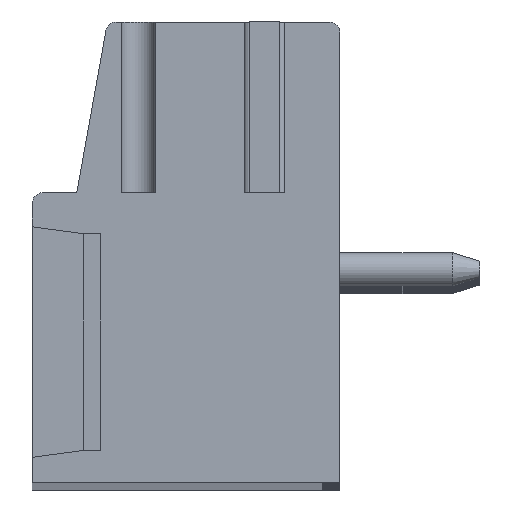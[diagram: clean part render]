
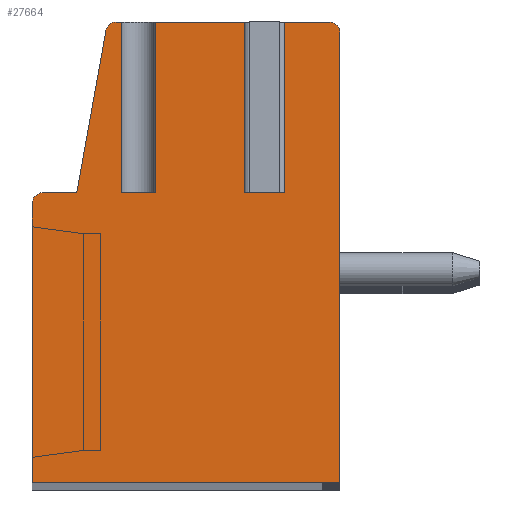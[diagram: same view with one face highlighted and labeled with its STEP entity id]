
A CAD part, top view. The second image highlights one B-rep face of the part: STEP entity #27664.
In plain terms, the highlighted planar face has unit normal (0, 0, 1).
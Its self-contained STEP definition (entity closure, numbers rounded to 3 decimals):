
#52=DIRECTION('',(1.,0.,0.));
#53=VECTOR('',#52,1.);
#54=CARTESIAN_POINT('',(-1.9,3.36,117.5));
#55=LINE('',#54,#53);
#56=DIRECTION('',(0.,1.,0.));
#57=VECTOR('',#56,5.);
#58=CARTESIAN_POINT('',(-0.9,3.36,117.5));
#59=LINE('',#58,#57);
#60=DIRECTION('',(-1.,0.,0.));
#61=VECTOR('',#60,2.8);
#62=CARTESIAN_POINT('',(1.9,8.36,117.5));
#63=LINE('',#62,#61);
#64=DIRECTION('',(0.,1.,0.));
#65=VECTOR('',#64,5.);
#66=CARTESIAN_POINT('',(1.9,3.36,117.5));
#67=LINE('',#66,#65);
#68=DIRECTION('',(1.,0.,0.));
#69=VECTOR('',#68,0.8);
#70=CARTESIAN_POINT('',(1.9,3.36,117.5));
#71=LINE('',#70,#69);
#72=DIRECTION('',(0.,1.,0.));
#73=VECTOR('',#72,5.);
#74=CARTESIAN_POINT('',(2.7,3.36,117.5));
#75=LINE('',#74,#73);
#76=DIRECTION('',(-1.,0.,0.));
#77=VECTOR('',#76,1.5);
#78=CARTESIAN_POINT('',(4.2,8.36,117.5));
#79=LINE('',#78,#77);
#80=CARTESIAN_POINT('',(4.2,8.06,117.5));
#81=DIRECTION('',(0.,0.,1.));
#82=DIRECTION('',(1.,0.,0.));
#83=AXIS2_PLACEMENT_3D('',#80,#81,#82);
#85=DIRECTION('',(0.,1.,0.));
#86=VECTOR('',#85,13.2);
#87=CARTESIAN_POINT('',(4.5,-5.14,117.5));
#88=LINE('',#87,#86);
#89=DIRECTION('',(1.,0.,0.));
#90=VECTOR('',#89,9.);
#91=CARTESIAN_POINT('',(-4.5,-5.14,117.5));
#92=LINE('',#91,#90);
#93=DIRECTION('',(0.,-1.,0.));
#94=VECTOR('',#93,8.2);
#95=CARTESIAN_POINT('',(-4.5,3.06,117.5));
#96=LINE('',#95,#94);
#97=CARTESIAN_POINT('',(-4.2,3.06,117.5));
#98=DIRECTION('',(0.,0.,1.));
#99=DIRECTION('',(0.,1.,0.));
#100=AXIS2_PLACEMENT_3D('',#97,#98,#99);
#102=DIRECTION('',(-1.,0.,0.));
#103=VECTOR('',#102,1.);
#104=CARTESIAN_POINT('',(-3.2,3.36,117.5));
#105=LINE('',#104,#103);
#106=DIRECTION('',(-0.177,-0.984,0.));
#107=VECTOR('',#106,4.829);
#108=CARTESIAN_POINT('',(-2.345,8.113,117.5));
#109=LINE('',#108,#107);
#110=CARTESIAN_POINT('',(-2.05,8.06,117.5));
#111=DIRECTION('',(0.,0.,1.));
#112=DIRECTION('',(0.,1.,0.));
#113=AXIS2_PLACEMENT_3D('',#110,#111,#112);
#115=DIRECTION('',(-1.,0.,0.));
#116=VECTOR('',#115,0.15);
#117=CARTESIAN_POINT('',(-1.9,8.36,117.5));
#118=LINE('',#117,#116);
#119=DIRECTION('',(0.,1.,0.));
#120=VECTOR('',#119,5.);
#121=CARTESIAN_POINT('',(-1.9,3.36,117.5));
#122=LINE('',#121,#120);
#21470=CARTESIAN_POINT('',(4.5,-5.14,117.5));
#21471=CARTESIAN_POINT('',(4.5,8.06,117.5));
#21472=VERTEX_POINT('',#21470);
#21473=VERTEX_POINT('',#21471);
#21474=CARTESIAN_POINT('',(4.2,8.36,117.5));
#21475=VERTEX_POINT('',#21474);
#21476=CARTESIAN_POINT('',(-2.05,8.36,117.5));
#21477=CARTESIAN_POINT('',(-2.345,8.113,117.5));
#21478=VERTEX_POINT('',#21476);
#21479=VERTEX_POINT('',#21477);
#21480=CARTESIAN_POINT('',(-3.2,3.36,117.5));
#21481=VERTEX_POINT('',#21480);
#21482=CARTESIAN_POINT('',(-4.2,3.36,117.5));
#21483=VERTEX_POINT('',#21482);
#21484=CARTESIAN_POINT('',(-4.5,3.06,117.5));
#21485=VERTEX_POINT('',#21484);
#21486=CARTESIAN_POINT('',(-4.5,-5.14,117.5));
#21487=VERTEX_POINT('',#21486);
#21775=CARTESIAN_POINT('',(1.9,3.36,117.5));
#21776=CARTESIAN_POINT('',(2.7,3.36,117.5));
#21777=VERTEX_POINT('',#21775);
#21778=VERTEX_POINT('',#21776);
#21779=CARTESIAN_POINT('',(2.7,8.36,117.5));
#21780=VERTEX_POINT('',#21779);
#21781=CARTESIAN_POINT('',(1.9,8.36,117.5));
#21782=VERTEX_POINT('',#21781);
#21803=CARTESIAN_POINT('',(-1.9,3.36,117.5));
#21804=CARTESIAN_POINT('',(-0.9,3.36,117.5));
#21805=VERTEX_POINT('',#21803);
#21806=VERTEX_POINT('',#21804);
#21807=CARTESIAN_POINT('',(-0.9,8.36,117.5));
#21808=VERTEX_POINT('',#21807);
#21809=CARTESIAN_POINT('',(-1.9,8.36,117.5));
#21810=VERTEX_POINT('',#21809);
#27623=CARTESIAN_POINT('',(0.,0.,117.5));
#27624=DIRECTION('',(0.,0.,1.));
#27625=DIRECTION('',(1.,0.,0.));
#27626=AXIS2_PLACEMENT_3D('',#27623,#27624,#27625);
#27627=PLANE('',#27626);
#27629=ORIENTED_EDGE('',*,*,#27628,.T.);
#27631=ORIENTED_EDGE('',*,*,#27630,.T.);
#27633=ORIENTED_EDGE('',*,*,#27632,.F.);
#27635=ORIENTED_EDGE('',*,*,#27634,.F.);
#27637=ORIENTED_EDGE('',*,*,#27636,.T.);
#27639=ORIENTED_EDGE('',*,*,#27638,.T.);
#27641=ORIENTED_EDGE('',*,*,#27640,.F.);
#27643=ORIENTED_EDGE('',*,*,#27642,.F.);
#27645=ORIENTED_EDGE('',*,*,#27644,.F.);
#27647=ORIENTED_EDGE('',*,*,#27646,.F.);
#27649=ORIENTED_EDGE('',*,*,#27648,.F.);
#27651=ORIENTED_EDGE('',*,*,#27650,.F.);
#27653=ORIENTED_EDGE('',*,*,#27652,.F.);
#27655=ORIENTED_EDGE('',*,*,#27654,.F.);
#27657=ORIENTED_EDGE('',*,*,#27656,.F.);
#27659=ORIENTED_EDGE('',*,*,#27658,.F.);
#27661=ORIENTED_EDGE('',*,*,#27660,.F.);
#27662=EDGE_LOOP('',(#27629,#27631,#27633,#27635,#27637,#27639,#27641,#27643,
#27645,#27647,#27649,#27651,#27653,#27655,#27657,#27659,#27661));
#27663=FACE_OUTER_BOUND('',#27662,.F.);
#84=CIRCLE('',#83,0.3);
#101=CIRCLE('',#100,0.3);
#114=CIRCLE('',#113,0.3);
#27628=EDGE_CURVE('',#21805,#21806,#55,.T.);
#27630=EDGE_CURVE('',#21806,#21808,#59,.T.);
#27632=EDGE_CURVE('',#21782,#21808,#63,.T.);
#27634=EDGE_CURVE('',#21777,#21782,#67,.T.);
#27636=EDGE_CURVE('',#21777,#21778,#71,.T.);
#27638=EDGE_CURVE('',#21778,#21780,#75,.T.);
#27640=EDGE_CURVE('',#21475,#21780,#79,.T.);
#27642=EDGE_CURVE('',#21473,#21475,#84,.T.);
#27644=EDGE_CURVE('',#21472,#21473,#88,.T.);
#27646=EDGE_CURVE('',#21487,#21472,#92,.T.);
#27648=EDGE_CURVE('',#21485,#21487,#96,.T.);
#27650=EDGE_CURVE('',#21483,#21485,#101,.T.);
#27652=EDGE_CURVE('',#21481,#21483,#105,.T.);
#27654=EDGE_CURVE('',#21479,#21481,#109,.T.);
#27656=EDGE_CURVE('',#21478,#21479,#114,.T.);
#27658=EDGE_CURVE('',#21810,#21478,#118,.T.);
#27660=EDGE_CURVE('',#21805,#21810,#122,.T.);
#27664=ADVANCED_FACE('',(#27663),#27627,.T.);
